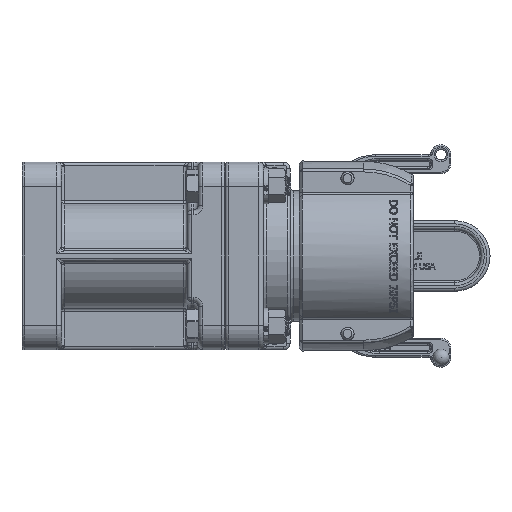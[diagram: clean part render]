
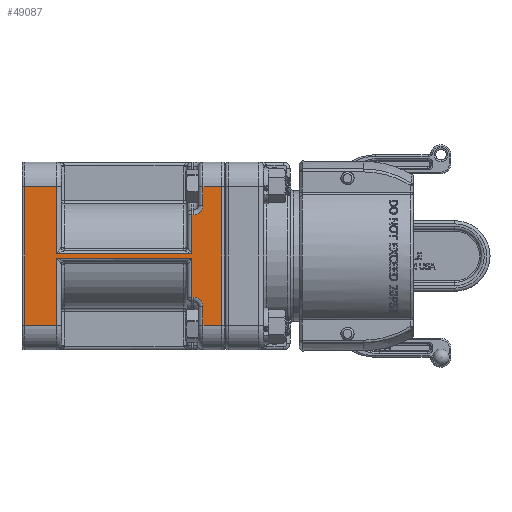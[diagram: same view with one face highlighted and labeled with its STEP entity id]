
A CAD part, front view. The second image highlights one B-rep face of the part: STEP entity #49087.
In plain terms, the highlighted planar face has unit normal (0, -1, 0).
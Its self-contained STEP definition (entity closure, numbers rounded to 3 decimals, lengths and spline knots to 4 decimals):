
#4250=FACE_OUTER_BOUND('',#7300,.T.);
#7300=EDGE_LOOP('',(#39300,#39301,#39302,#39303,#39304,#39305,#39306,#39307,
#39308,#39309,#39310,#39311,#39312,#39313,#39314,#39315,#39316,#39317));
#9566=CIRCLE('',#53083,0.18);
#9567=CIRCLE('',#53084,0.18);
#12760=LINE('',#82483,#16615);
#12773=LINE('',#82570,#16628);
#12793=LINE('',#82995,#16648);
#12795=LINE('',#82999,#16650);
#12796=LINE('',#83001,#16651);
#12797=LINE('',#83003,#16652);
#12798=LINE('',#83007,#16653);
#12799=LINE('',#83008,#16654);
#12800=LINE('',#83010,#16655);
#12801=LINE('',#83012,#16656);
#12802=LINE('',#83016,#16657);
#12803=LINE('',#83018,#16658);
#12804=LINE('',#83020,#16659);
#12805=LINE('',#83022,#16660);
#12806=LINE('',#83023,#16661);
#12807=LINE('',#83024,#16662);
#16615=VECTOR('',#61267,0.3937);
#16628=VECTOR('',#61370,0.3937);
#16648=VECTOR('',#61508,0.3937);
#16650=VECTOR('',#61512,0.3937);
#16651=VECTOR('',#61513,0.3937);
#16652=VECTOR('',#61514,0.3937);
#16653=VECTOR('',#61517,0.3937);
#16654=VECTOR('',#61518,0.3937);
#16655=VECTOR('',#61519,0.3937);
#16656=VECTOR('',#61520,0.3937);
#16657=VECTOR('',#61523,0.3937);
#16658=VECTOR('',#61524,0.3937);
#16659=VECTOR('',#61525,0.3937);
#16660=VECTOR('',#61526,0.3937);
#16661=VECTOR('',#61527,0.3937);
#16662=VECTOR('',#61528,0.3937);
#22178=VERTEX_POINT('',#82477);
#22179=VERTEX_POINT('',#82481);
#22207=VERTEX_POINT('',#82564);
#22208=VERTEX_POINT('',#82568);
#22219=VERTEX_POINT('',#82657);
#22240=VERTEX_POINT('',#82950);
#22247=VERTEX_POINT('',#82998);
#22248=VERTEX_POINT('',#83000);
#22249=VERTEX_POINT('',#83002);
#22250=VERTEX_POINT('',#83004);
#22251=VERTEX_POINT('',#83006);
#22252=VERTEX_POINT('',#83009);
#22253=VERTEX_POINT('',#83011);
#22254=VERTEX_POINT('',#83013);
#22255=VERTEX_POINT('',#83015);
#22256=VERTEX_POINT('',#83017);
#22257=VERTEX_POINT('',#83019);
#22258=VERTEX_POINT('',#83021);
#28162=EDGE_CURVE('',#22179,#22178,#12760,.T.);
#28204=EDGE_CURVE('',#22208,#22207,#12773,.T.);
#28268=EDGE_CURVE('',#22219,#22240,#12793,.T.);
#28270=EDGE_CURVE('',#22240,#22247,#12795,.T.);
#28271=EDGE_CURVE('',#22248,#22219,#12796,.T.);
#28272=EDGE_CURVE('',#22249,#22248,#12797,.T.);
#28273=EDGE_CURVE('',#22250,#22249,#9566,.T.);
#28274=EDGE_CURVE('',#22251,#22250,#12798,.T.);
#28275=EDGE_CURVE('',#22251,#22178,#12799,.T.);
#28276=EDGE_CURVE('',#22252,#22179,#12800,.T.);
#28277=EDGE_CURVE('',#22253,#22252,#12801,.T.);
#28278=EDGE_CURVE('',#22254,#22253,#9567,.T.);
#28279=EDGE_CURVE('',#22255,#22254,#12802,.T.);
#28280=EDGE_CURVE('',#22256,#22255,#12803,.T.);
#28281=EDGE_CURVE('',#22257,#22256,#12804,.T.);
#28282=EDGE_CURVE('',#22258,#22257,#12805,.T.);
#28283=EDGE_CURVE('',#22258,#22207,#12806,.T.);
#28284=EDGE_CURVE('',#22247,#22208,#12807,.T.);
#39300=ORIENTED_EDGE('',*,*,#28270,.F.);
#39301=ORIENTED_EDGE('',*,*,#28268,.F.);
#39302=ORIENTED_EDGE('',*,*,#28271,.F.);
#39303=ORIENTED_EDGE('',*,*,#28272,.F.);
#39304=ORIENTED_EDGE('',*,*,#28273,.F.);
#39305=ORIENTED_EDGE('',*,*,#28274,.F.);
#39306=ORIENTED_EDGE('',*,*,#28275,.T.);
#39307=ORIENTED_EDGE('',*,*,#28162,.F.);
#39308=ORIENTED_EDGE('',*,*,#28276,.F.);
#39309=ORIENTED_EDGE('',*,*,#28277,.F.);
#39310=ORIENTED_EDGE('',*,*,#28278,.F.);
#39311=ORIENTED_EDGE('',*,*,#28279,.F.);
#39312=ORIENTED_EDGE('',*,*,#28280,.F.);
#39313=ORIENTED_EDGE('',*,*,#28281,.F.);
#39314=ORIENTED_EDGE('',*,*,#28282,.F.);
#39315=ORIENTED_EDGE('',*,*,#28283,.T.);
#39316=ORIENTED_EDGE('',*,*,#28204,.F.);
#39317=ORIENTED_EDGE('',*,*,#28284,.F.);
#47040=PLANE('',#53082);
#49087=ADVANCED_FACE('',(#4250),#47040,.T.);
#53082=AXIS2_PLACEMENT_3D('',#82997,#61510,#61511);
#53083=AXIS2_PLACEMENT_3D('',#83005,#61515,#61516);
#53084=AXIS2_PLACEMENT_3D('',#83014,#61521,#61522);
#61267=DIRECTION('',(0.,0.,-1.));
#61370=DIRECTION('',(0.,0.,1.));
#61508=DIRECTION('',(-1.,0.,0.));
#61510=DIRECTION('center_axis',(0.,-1.,0.));
#61511=DIRECTION('ref_axis',(0.,0.,-1.));
#61512=DIRECTION('',(0.,0.,-1.));
#61513=DIRECTION('',(0.,0.,1.));
#61514=DIRECTION('',(-1.,0.,0.));
#61515=DIRECTION('center_axis',(0.,-1.,0.));
#61516=DIRECTION('ref_axis',(0.707,0.,0.707));
#61517=DIRECTION('',(0.,0.,1.));
#61518=DIRECTION('',(1.,0.,0.));
#61519=DIRECTION('',(1.,0.,0.));
#61520=DIRECTION('',(0.,0.,1.));
#61521=DIRECTION('center_axis',(0.,-1.,0.));
#61522=DIRECTION('ref_axis',(0.707,0.,-0.707));
#61523=DIRECTION('',(1.,0.,0.));
#61524=DIRECTION('',(0.,0.,1.));
#61525=DIRECTION('',(1.,0.,0.));
#61526=DIRECTION('',(0.,0.,-1.));
#61527=DIRECTION('',(-1.,0.,0.));
#61528=DIRECTION('',(-1.,0.,0.));
#82477=CARTESIAN_POINT('',(0.66,-1.78,-1.3113));
#82481=CARTESIAN_POINT('',(0.66,-1.78,1.3113));
#82483=CARTESIAN_POINT('',(0.66,-1.78,0.6556));
#82564=CARTESIAN_POINT('',(-3.08,-1.78,1.3113));
#82568=CARTESIAN_POINT('',(-3.08,-1.78,-1.3113));
#82570=CARTESIAN_POINT('',(-3.08,-1.78,0.6556));
#82657=CARTESIAN_POINT('',(0.09,-1.78,-0.04));
#82950=CARTESIAN_POINT('',(-2.47,-1.78,-0.04));
#82995=CARTESIAN_POINT('',(0.,-1.78,-0.04));
#82997=CARTESIAN_POINT('Origin',(0.,-1.78,1.3113));
#82998=CARTESIAN_POINT('',(-2.47,-1.78,-1.3113));
#82999=CARTESIAN_POINT('',(-2.47,-1.78,0.6556));
#83000=CARTESIAN_POINT('',(0.09,-1.78,-0.781));
#83001=CARTESIAN_POINT('',(0.09,-1.78,0.6556));
#83002=CARTESIAN_POINT('',(0.12,-1.78,-0.781));
#83003=CARTESIAN_POINT('',(0.,-1.78,-0.781));
#83004=CARTESIAN_POINT('',(0.3,-1.78,-0.961));
#83005=CARTESIAN_POINT('Origin',(0.12,-1.78,-0.961));
#83006=CARTESIAN_POINT('',(0.3,-1.78,-1.3113));
#83007=CARTESIAN_POINT('',(0.3,-1.78,-0.0063));
#83008=CARTESIAN_POINT('',(0.,-1.78,-1.3113));
#83009=CARTESIAN_POINT('',(0.3,-1.78,1.3113));
#83010=CARTESIAN_POINT('',(0.,-1.78,1.3113));
#83011=CARTESIAN_POINT('',(0.3,-1.78,0.961));
#83012=CARTESIAN_POINT('',(0.3,-1.78,1.3175));
#83013=CARTESIAN_POINT('',(0.12,-1.78,0.781));
#83014=CARTESIAN_POINT('Origin',(0.12,-1.78,0.961));
#83015=CARTESIAN_POINT('',(0.09,-1.78,0.781));
#83016=CARTESIAN_POINT('',(0.,-1.78,0.781));
#83017=CARTESIAN_POINT('',(0.09,-1.78,0.04));
#83018=CARTESIAN_POINT('',(0.09,-1.78,0.6556));
#83019=CARTESIAN_POINT('',(-2.47,-1.78,0.04));
#83020=CARTESIAN_POINT('',(0.,-1.78,0.04));
#83021=CARTESIAN_POINT('',(-2.47,-1.78,1.3113));
#83022=CARTESIAN_POINT('',(-2.47,-1.78,0.6556));
#83023=CARTESIAN_POINT('',(-2.38,-1.78,1.3113));
#83024=CARTESIAN_POINT('',(-2.38,-1.78,-1.3113));
